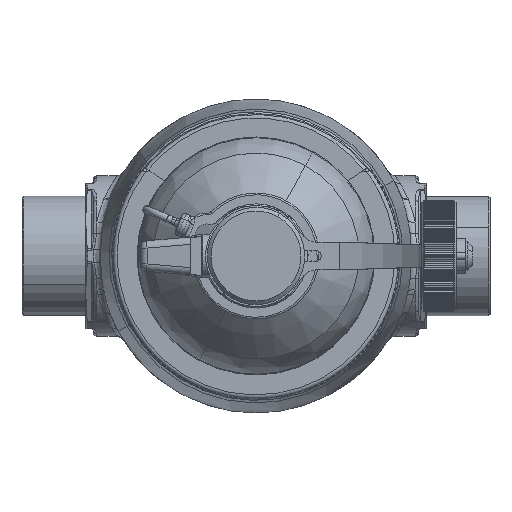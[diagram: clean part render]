
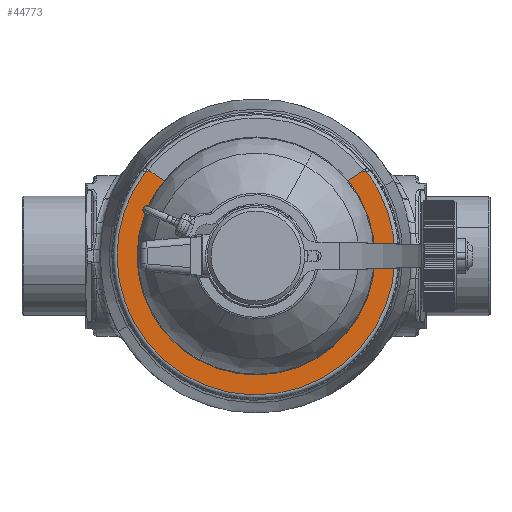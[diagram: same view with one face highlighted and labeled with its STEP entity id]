
A CAD part, front view. The second image highlights one B-rep face of the part: STEP entity #44773.
In plain terms, the highlighted planar face has unit normal (0, -1, 0).
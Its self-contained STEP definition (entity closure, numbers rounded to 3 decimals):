
#35051=CARTESIAN_POINT('Vertex',(30.313,-87.5,22.915)) ;
#35095=CARTESIAN_POINT('Vertex',(-30.313,-87.5,22.915)) ;
#35127=CARTESIAN_POINT('Vertex',(27.205,-87.5,14.862)) ;
#35134=CARTESIAN_POINT('Vertex',(-27.205,-87.5,-14.862)) ;
#35137=CARTESIAN_POINT('Axis2P3D Location',(0.,-87.5,0.)) ;
#35153=CARTESIAN_POINT('Vertex',(-30.307,-87.5,11.778)) ;
#35156=CARTESIAN_POINT('Axis2P3D Location',(-29.916,-87.5,12.699)) ;
#35160=CARTESIAN_POINT('Vertex',(-29.526,-87.5,13.619)) ;
#35177=CARTESIAN_POINT('Axis2P3D Location',(-29.916,-87.5,12.699)) ;
#44147=CARTESIAN_POINT('Axis2P3D Location',(0.,-87.5,0.)) ;
#44151=CARTESIAN_POINT('Vertex',(33.348,-87.5,18.218)) ;
#44154=CARTESIAN_POINT('Axis2P3D Location',(0.,-87.5,0.)) ;
#44158=CARTESIAN_POINT('Vertex',(-33.348,-87.5,-18.218)) ;
#44161=CARTESIAN_POINT('Axis2P3D Location',(0.,-87.5,0.)) ;
#44553=CARTESIAN_POINT('Line Origine',(-2.381,-87.5,0.171)) ;
#44557=CARTESIAN_POINT('Vertex',(30.263,-87.5,22.88)) ;
#44591=CARTESIAN_POINT('Vertex',(28.55,-87.5,22.907)) ;
#44594=CARTESIAN_POINT('Axis2P3D Location',(29.388,-87.5,21.703)) ;
#44636=CARTESIAN_POINT('Axis2P3D Location',(0.,-87.5,0.)) ;
#44640=CARTESIAN_POINT('Vertex',(23.937,-87.5,19.698)) ;
#44661=CARTESIAN_POINT('Vertex',(-23.937,-87.5,19.698)) ;
#44664=CARTESIAN_POINT('Axis2P3D Location',(0.,-87.5,0.)) ;
#44692=CARTESIAN_POINT('Line Origine',(2.381,-87.5,0.171)) ;
#44696=CARTESIAN_POINT('Vertex',(-30.3,-87.5,22.906)) ;
#44722=CARTESIAN_POINT('Axis2P3D Location',(-29.439,-87.5,22.013)) ;
#44726=CARTESIAN_POINT('Vertex',(-28.73,-87.5,23.032)) ;
#44740=CARTESIAN_POINT('Axis2P3D Location',(0.,-87.5,0.)) ;
#44745=CARTESIAN_POINT('Line Origine',(26.244,-87.5,21.303)) ;
#44750=CARTESIAN_POINT('Line Origine',(-26.333,-87.5,21.365)) ;
#35138=DIRECTION('Axis2P3D Direction',(0.,-1.,0.)) ;
#35157=DIRECTION('Axis2P3D Direction',(0.,1.,0.)) ;
#35178=DIRECTION('Axis2P3D Direction',(0.,1.,0.)) ;
#44148=DIRECTION('Axis2P3D Direction',(0.,1.,0.)) ;
#44155=DIRECTION('Axis2P3D Direction',(0.,1.,0.)) ;
#44162=DIRECTION('Axis2P3D Direction',(0.,1.,0.)) ;
#44554=DIRECTION('Vector Direction',(0.821,0.,0.571)) ;
#44595=DIRECTION('Axis2P3D Direction',(0.,-1.,0.)) ;
#44637=DIRECTION('Axis2P3D Direction',(0.,-1.,0.)) ;
#44665=DIRECTION('Axis2P3D Direction',(0.,-1.,0.)) ;
#44693=DIRECTION('Vector Direction',(-0.821,0.,0.571)) ;
#44723=DIRECTION('Axis2P3D Direction',(0.,-1.,0.)) ;
#44741=DIRECTION('Axis2P3D Direction',(0.,1.,0.)) ;
#44742=DIRECTION('Axis2P3D XDirection',(-1.,0.,0.)) ;
#44746=DIRECTION('Vector Direction',(0.821,0.,0.571)) ;
#44751=DIRECTION('Vector Direction',(-0.821,0.,0.571)) ;
#35139=AXIS2_PLACEMENT_3D('Circle Axis2P3D',#35137,#35138,$) ;
#35158=AXIS2_PLACEMENT_3D('Circle Axis2P3D',#35156,#35157,$) ;
#35179=AXIS2_PLACEMENT_3D('Circle Axis2P3D',#35177,#35178,$) ;
#44149=AXIS2_PLACEMENT_3D('Circle Axis2P3D',#44147,#44148,$) ;
#44156=AXIS2_PLACEMENT_3D('Circle Axis2P3D',#44154,#44155,$) ;
#44163=AXIS2_PLACEMENT_3D('Circle Axis2P3D',#44161,#44162,$) ;
#44596=AXIS2_PLACEMENT_3D('Circle Axis2P3D',#44594,#44595,$) ;
#44638=AXIS2_PLACEMENT_3D('Circle Axis2P3D',#44636,#44637,$) ;
#44666=AXIS2_PLACEMENT_3D('Circle Axis2P3D',#44664,#44665,$) ;
#44724=AXIS2_PLACEMENT_3D('Circle Axis2P3D',#44722,#44723,$) ;
#44743=AXIS2_PLACEMENT_3D('Plane Axis2P3D',#44740,#44741,#44742) ;
#44756=ORIENTED_EDGE('',*,*,#44559,.T.) ;
#44757=ORIENTED_EDGE('',*,*,#44598,.F.) ;
#44758=ORIENTED_EDGE('',*,*,#44749,.F.) ;
#44759=ORIENTED_EDGE('',*,*,#44642,.F.) ;
#44760=ORIENTED_EDGE('',*,*,#35141,.F.) ;
#44761=ORIENTED_EDGE('',*,*,#44668,.F.) ;
#44762=ORIENTED_EDGE('',*,*,#44754,.T.) ;
#44763=ORIENTED_EDGE('',*,*,#44728,.F.) ;
#44764=ORIENTED_EDGE('',*,*,#44698,.T.) ;
#44765=ORIENTED_EDGE('',*,*,#44165,.T.) ;
#44766=ORIENTED_EDGE('',*,*,#44160,.F.) ;
#44767=ORIENTED_EDGE('',*,*,#44153,.T.) ;
#44770=ORIENTED_EDGE('',*,*,#35181,.T.) ;
#44771=ORIENTED_EDGE('',*,*,#35162,.T.) ;
#44772=FACE_BOUND('',#44769,.T.) ;
#44555=VECTOR('Line Direction',#44554,1.) ;
#44694=VECTOR('Line Direction',#44693,1.) ;
#44747=VECTOR('Line Direction',#44746,1.) ;
#44752=VECTOR('Line Direction',#44751,1.) ;
#44773=ADVANCED_FACE('PartBody',(#44768,#44772),#44744,.F.) ;
#35140=CIRCLE('generated circle',#35139,31.) ;
#35159=CIRCLE('generated circle',#35158,1.) ;
#35180=CIRCLE('generated circle',#35179,1.) ;
#44150=CIRCLE('generated circle',#44149,38.) ;
#44157=CIRCLE('generated circle',#44156,38.) ;
#44164=CIRCLE('generated circle',#44163,38.) ;
#44597=CIRCLE('generated circle',#44596,1.467) ;
#44639=CIRCLE('generated circle',#44638,31.) ;
#44667=CIRCLE('generated circle',#44666,31.) ;
#44725=CIRCLE('generated circle',#44724,1.241) ;
#35141=EDGE_CURVE('',#35135,#35128,#35140,.T.) ;
#35162=EDGE_CURVE('',#35161,#35154,#35159,.T.) ;
#35181=EDGE_CURVE('',#35154,#35161,#35180,.T.) ;
#44153=EDGE_CURVE('',#44152,#35052,#44150,.F.) ;
#44160=EDGE_CURVE('',#44152,#44159,#44157,.T.) ;
#44165=EDGE_CURVE('',#35096,#44159,#44164,.F.) ;
#44559=EDGE_CURVE('',#35052,#44558,#44556,.F.) ;
#44598=EDGE_CURVE('',#44592,#44558,#44597,.F.) ;
#44642=EDGE_CURVE('',#35128,#44641,#44639,.T.) ;
#44668=EDGE_CURVE('',#44662,#35135,#44667,.T.) ;
#44698=EDGE_CURVE('',#44697,#35096,#44695,.T.) ;
#44728=EDGE_CURVE('',#44697,#44727,#44725,.F.) ;
#44749=EDGE_CURVE('',#44641,#44592,#44748,.T.) ;
#44754=EDGE_CURVE('',#44662,#44727,#44753,.T.) ;
#44755=EDGE_LOOP('',(#44756,#44757,#44758,#44759,#44760,#44761,#44762,#44763,#44764,#44765,#44766,#44767)) ;
#44769=EDGE_LOOP('',(#44770,#44771)) ;
#44768=FACE_OUTER_BOUND('',#44755,.T.) ;
#44556=LINE('Line',#44553,#44555) ;
#44695=LINE('Line',#44692,#44694) ;
#44748=LINE('Line',#44745,#44747) ;
#44753=LINE('Line',#44750,#44752) ;
#44744=PLANE('',#44743) ;
#35052=VERTEX_POINT('',#35051) ;
#35096=VERTEX_POINT('',#35095) ;
#35128=VERTEX_POINT('',#35127) ;
#35135=VERTEX_POINT('',#35134) ;
#35154=VERTEX_POINT('',#35153) ;
#35161=VERTEX_POINT('',#35160) ;
#44152=VERTEX_POINT('',#44151) ;
#44159=VERTEX_POINT('',#44158) ;
#44558=VERTEX_POINT('',#44557) ;
#44592=VERTEX_POINT('',#44591) ;
#44641=VERTEX_POINT('',#44640) ;
#44662=VERTEX_POINT('',#44661) ;
#44697=VERTEX_POINT('',#44696) ;
#44727=VERTEX_POINT('',#44726) ;
